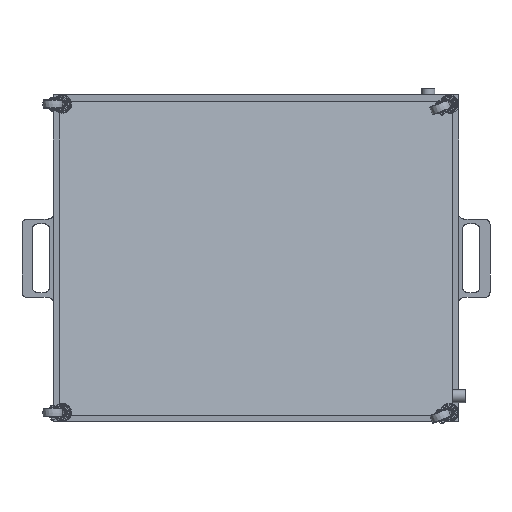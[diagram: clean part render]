
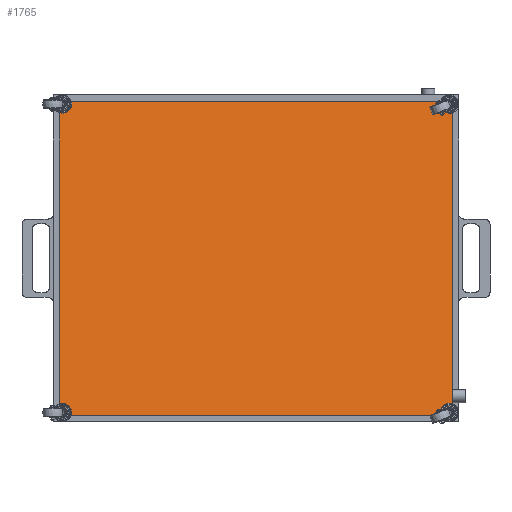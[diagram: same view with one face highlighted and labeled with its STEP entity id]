
A CAD part, front view. The second image highlights one B-rep face of the part: STEP entity #1765.
In plain terms, the highlighted free-form (B-spline) face has degree [1, 1] with [2, 2] control points.
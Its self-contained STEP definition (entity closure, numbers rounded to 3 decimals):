
#1397 = VERTEX_POINT('',#1398);
#1398 = CARTESIAN_POINT('',(-1020.042,-617.74,
    1406.381));
#1446 = VERTEX_POINT('',#1447);
#1447 = CARTESIAN_POINT('',(711.808,-617.74,
    1406.381));
#1473 = VERTEX_POINT('',#1474);
#1474 = CARTESIAN_POINT('',(741.667,-612.763,
    1436.241));
#1489 = VERTEX_POINT('',#1490);
#1490 = CARTESIAN_POINT('',(741.667,-383.841,
    2809.776));
#1495 = EDGE_CURVE('',#1489,#1473,#1496,.T.);
#1496 = B_SPLINE_CURVE_WITH_KNOTS('',1,(#1497,#1498),.UNSPECIFIED.,.F.,
  .F.,(2,2),(25.345,1191.208),
  .PIECEWISE_BEZIER_KNOTS.);
#1497 = CARTESIAN_POINT('',(741.667,-383.841,
    2809.776));
#1498 = CARTESIAN_POINT('',(741.667,-612.763,
    1436.241));
#1640 = VERTEX_POINT('',#1641);
#1641 = CARTESIAN_POINT('',(-1049.901,-383.841,
    2809.776));
#1656 = VERTEX_POINT('',#1657);
#1657 = CARTESIAN_POINT('',(-1049.901,-612.763,
    1436.241));
#1662 = EDGE_CURVE('',#1640,#1656,#1663,.T.);
#1663 = B_SPLINE_CURVE_WITH_KNOTS('',1,(#1664,#1665),.UNSPECIFIED.,.F.,
  .F.,(2,2),(25.345,1191.208),
  .PIECEWISE_BEZIER_KNOTS.);
#1664 = CARTESIAN_POINT('',(-1049.901,-383.841,
    2809.776));
#1665 = CARTESIAN_POINT('',(-1049.901,-612.763,
    1436.241));
#1765 = ADVANCED_FACE('',(#1766),#1832,.T.);
#1766 = FACE_BOUND('',#1767,.T.);
#1767 = EDGE_LOOP('',(#1768,#1775,#1782,#1789,#1796,#1801,#1802,#1809,
    #1814,#1819,#1826,#1831));
#1768 = ORIENTED_EDGE('',*,*,#1769,.F.);
#1769 = EDGE_CURVE('',#1770,#1489,#1772,.T.);
#1770 = VERTEX_POINT('',#1771);
#1771 = CARTESIAN_POINT('',(741.667,-378.864,
    2839.636));
#1772 = B_SPLINE_CURVE_WITH_KNOTS('',1,(#1773,#1774),.UNSPECIFIED.,.F.,
  .F.,(2,2),(0.,25.345),.PIECEWISE_BEZIER_KNOTS.);
#1773 = CARTESIAN_POINT('',(741.667,-378.864,
    2839.636));
#1774 = CARTESIAN_POINT('',(741.667,-383.841,
    2809.776));
#1775 = ORIENTED_EDGE('',*,*,#1776,.F.);
#1776 = EDGE_CURVE('',#1777,#1770,#1779,.T.);
#1777 = VERTEX_POINT('',#1778);
#1778 = CARTESIAN_POINT('',(711.808,-378.864,
    2839.636));
#1779 = B_SPLINE_CURVE_WITH_KNOTS('',1,(#1780,#1781),.UNSPECIFIED.,.F.,
  .F.,(2,2),(1475.,1500.),.PIECEWISE_BEZIER_KNOTS.);
#1780 = CARTESIAN_POINT('',(711.808,-378.864,
    2839.636));
#1781 = CARTESIAN_POINT('',(741.667,-378.864,
    2839.636));
#1782 = ORIENTED_EDGE('',*,*,#1783,.F.);
#1783 = EDGE_CURVE('',#1784,#1777,#1786,.T.);
#1784 = VERTEX_POINT('',#1785);
#1785 = CARTESIAN_POINT('',(-1020.042,-378.864,
    2839.636));
#1786 = B_SPLINE_CURVE_WITH_KNOTS('',1,(#1787,#1788),.UNSPECIFIED.,.F.,
  .F.,(2,2),(25.,1475.),.PIECEWISE_BEZIER_KNOTS.);
#1787 = CARTESIAN_POINT('',(-1020.042,-378.864,
    2839.636));
#1788 = CARTESIAN_POINT('',(711.808,-378.864,
    2839.636));
#1789 = ORIENTED_EDGE('',*,*,#1790,.F.);
#1790 = EDGE_CURVE('',#1791,#1784,#1793,.T.);
#1791 = VERTEX_POINT('',#1792);
#1792 = CARTESIAN_POINT('',(-1049.901,-378.864,
    2839.636));
#1793 = B_SPLINE_CURVE_WITH_KNOTS('',1,(#1794,#1795),.UNSPECIFIED.,.F.,
  .F.,(2,2),(0.,25.),.PIECEWISE_BEZIER_KNOTS.);
#1794 = CARTESIAN_POINT('',(-1049.901,-378.864,
    2839.636));
#1795 = CARTESIAN_POINT('',(-1020.042,-378.864,
    2839.636));
#1796 = ORIENTED_EDGE('',*,*,#1797,.T.);
#1797 = EDGE_CURVE('',#1791,#1640,#1798,.T.);
#1798 = B_SPLINE_CURVE_WITH_KNOTS('',1,(#1799,#1800),.UNSPECIFIED.,.F.,
  .F.,(2,2),(0.,25.345),.PIECEWISE_BEZIER_KNOTS.);
#1799 = CARTESIAN_POINT('',(-1049.901,-378.864,
    2839.636));
#1800 = CARTESIAN_POINT('',(-1049.901,-383.841,
    2809.776));
#1801 = ORIENTED_EDGE('',*,*,#1662,.T.);
#1802 = ORIENTED_EDGE('',*,*,#1803,.T.);
#1803 = EDGE_CURVE('',#1656,#1804,#1806,.T.);
#1804 = VERTEX_POINT('',#1805);
#1805 = CARTESIAN_POINT('',(-1049.901,-617.74,
    1406.381));
#1806 = B_SPLINE_CURVE_WITH_KNOTS('',1,(#1807,#1808),.UNSPECIFIED.,.F.,
  .F.,(2,2),(1191.208,1216.553),
  .PIECEWISE_BEZIER_KNOTS.);
#1807 = CARTESIAN_POINT('',(-1049.901,-612.763,
    1436.241));
#1808 = CARTESIAN_POINT('',(-1049.901,-617.74,
    1406.381));
#1809 = ORIENTED_EDGE('',*,*,#1810,.T.);
#1810 = EDGE_CURVE('',#1804,#1397,#1811,.T.);
#1811 = B_SPLINE_CURVE_WITH_KNOTS('',1,(#1812,#1813),.UNSPECIFIED.,.F.,
  .F.,(2,2),(0.,25.),.PIECEWISE_BEZIER_KNOTS.);
#1812 = CARTESIAN_POINT('',(-1049.901,-617.74,
    1406.381));
#1813 = CARTESIAN_POINT('',(-1020.042,-617.74,
    1406.381));
#1814 = ORIENTED_EDGE('',*,*,#1815,.T.);
#1815 = EDGE_CURVE('',#1397,#1446,#1816,.T.);
#1816 = B_SPLINE_CURVE_WITH_KNOTS('',1,(#1817,#1818),.UNSPECIFIED.,.F.,
  .F.,(2,2),(25.,1475.),.PIECEWISE_BEZIER_KNOTS.);
#1817 = CARTESIAN_POINT('',(-1020.042,-617.74,
    1406.381));
#1818 = CARTESIAN_POINT('',(711.808,-617.74,
    1406.381));
#1819 = ORIENTED_EDGE('',*,*,#1820,.F.);
#1820 = EDGE_CURVE('',#1821,#1446,#1823,.T.);
#1821 = VERTEX_POINT('',#1822);
#1822 = CARTESIAN_POINT('',(741.667,-617.74,
    1406.381));
#1823 = B_SPLINE_CURVE_WITH_KNOTS('',1,(#1824,#1825),.UNSPECIFIED.,.F.,
  .F.,(2,2),(0.,25.),.PIECEWISE_BEZIER_KNOTS.);
#1824 = CARTESIAN_POINT('',(741.667,-617.74,
    1406.381));
#1825 = CARTESIAN_POINT('',(711.808,-617.74,
    1406.381));
#1826 = ORIENTED_EDGE('',*,*,#1827,.F.);
#1827 = EDGE_CURVE('',#1473,#1821,#1828,.T.);
#1828 = B_SPLINE_CURVE_WITH_KNOTS('',1,(#1829,#1830),.UNSPECIFIED.,.F.,
  .F.,(2,2),(1191.208,1216.553),
  .PIECEWISE_BEZIER_KNOTS.);
#1829 = CARTESIAN_POINT('',(741.667,-612.763,
    1436.241));
#1830 = CARTESIAN_POINT('',(741.667,-617.74,
    1406.381));
#1831 = ORIENTED_EDGE('',*,*,#1495,.F.);
#1832 = B_SPLINE_SURFACE_WITH_KNOTS('',1,1,(
    (#1833,#1834)
    ,(#1835,#1836
    )),.UNSPECIFIED.,.F.,.F.,.F.,(2,2),(2,2),(0.,1216.553),(0.,
    1500.),.PIECEWISE_BEZIER_KNOTS.);
#1833 = CARTESIAN_POINT('',(-1049.901,-378.864,
    2839.636));
#1834 = CARTESIAN_POINT('',(741.667,-378.864,
    2839.636));
#1835 = CARTESIAN_POINT('',(-1049.901,-617.74,
    1406.381));
#1836 = CARTESIAN_POINT('',(741.667,-617.74,
    1406.381));
